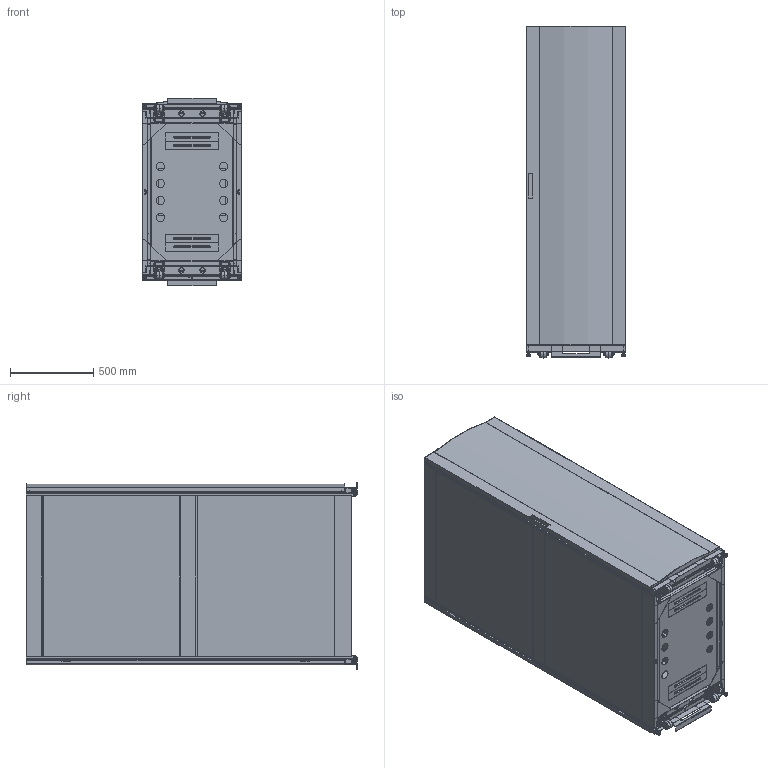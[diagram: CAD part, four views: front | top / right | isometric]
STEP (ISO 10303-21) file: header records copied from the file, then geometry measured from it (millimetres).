
FILE_DESCRIPTION (( 'STEP AP214' ), '1' );
FILE_NAME ('LC42USRC1000GDFRFC-W_3D.step', '2024-01-24T22:42:01', ( '' ), ( '' ), 'SwSTEP 2.0', 'SolidWorks 2022', '' );
FILE_SCHEMA (( 'AUTOMOTIVE_DESIGN' ));
Length unit declared in the file: inch
Products named in the file (52): Copy of _X_BD_X_C5_X_C2_X_D6_820562_2^Copy of _X_BD_X_C5_X_C2_X_D6_820562_Copy of _X_BF_X_F2_X_BC_X_DC_X_D7_X_E9_X_BC_X_FE_1_LC42USRC1000GDFRFC-W; Copy of _X_CB_X_DC_X_C1_X_CF_X_C4_X_DA_X_B5_X_E6^Copy of M12_X_D6_X_A7_X_B3_X_C5_X_BD_X_C5_Copy of _X_BF_X_F2_X_BC_X_DC_X_D7_X_E9_X_BC_X_FE_LC42USRC1000GDFRFC-W; Copy of _X_BD_X_C5_X_C2_X_D6_820562^Copy of _X_BD_X_C5_X_C2_X_D6_820562_Copy of _X_BF_X_F2_X_BC_X_DC_X_D7_X_E9_X_BC_X_FE_LC42USRC1000GDFRFC-W; Copy of _X_D6_X_A7_X_BC_X_DC^LC42USRC1000GDFRFC-W; Copy of _X_BD_X_C5_X_C2_X_D6_820562^Copy of _X_BD_X_C5_X_C2_X_D6_820562_Copy of _X_BF_X_F2_X_BC_X_DC_X_D7_X_E9_X_BC_X_FE_1_LC42USRC1000GDFRFC-W; Copy of _X_B2_X_E0_X_C3_X_C5_X_BA_X_B8_X_BD_X_D3_X_D7_X_E9_X_BC__X_FE^LC42USRC1000GDFRFC-W; Copy of _X_B9_X_B0_X_D0_X_CE_X_C3_X_C5_X_BA_X_B8_X_BD_X_D3_X_D7__X_E9_X_BC_X_FE^LC42USRC1000GDFRFC-W; Copy of _X_BF_X_F2_X_BC_X_DC_X_D7_X_E9_X_BC_X_FE^LC42USRC1000GDFRFC-W; Copy of _X_C8_X_FD_X_BD_X_C7_X_B0_X_E5^LC42USRC1000GDFRFC-W; Copy of _X_CB_X_AB_X_BF_X_AA_X_C3_X_C5_X_D3_X_D24260^Copy of _X_CB_X_AB_X_BF_X_AA_X_C3_X_C5_X_D3_X_D24260_X_BA_X_B8__X_BD_X_D3_X_D7_X_E9_X_BC_X_FE_LC42USRC1000GDFRFC-W; Copy of _X_BE_X_B5_X_CF_X_F2_X_BE_X_B5_X_CF_X_F2_X_C8_X_FD_X_BD__X_C7_X_B0_X_E5^LC42USRC1000GDFRFC-W; panel^LC42USRC1000GDFRFC-W; Copy of _X_C9_X_CF_X_C1_X_BA_X_B3_X_C4_X_B0_X_E5B2^Copy of _X_BF_X_F2_X_BC_X_DC_X_D7_X_E9_X_D7_X_B0_X_CD_X_BC_Copy of _X_BF_X_F2_X_BC_X_DC_X_D7_X_E9_X_BC_X_FE_1_LC42USRC1000GDFRFC-W; Copy of _X_BF_X_F2_X_BC_X_DC_X_B9_X_CC_X_B6_X_A8_X_BC_X_DC_X_BA__X_B8_X_BD_X_D3_X_BC_X_FE^LC42USRC1000GDFRFC-W; Copy of _X_B5_X_D7_X_B0_X_E5^Copy of _X_B5_X_D7_X_B0_X_E5_X_D7_X_E9_X_BC_X_FE_LC42USRC1000GDFRFC-W; Copy of _X_CB_X_AB_X_BF_X_AA_X_C3_X_C5_X_D7_X_F34260^Copy of _X_CB_X_AB_X_BF_X_AA_X_C3_X_C5_X_D7_X_F34260_X_BA_X_B8__X_BD_X_D3_X_D7_X_E9_X_BC_X_FE_LC42USRC1000GDFRFC-W; Copy of M12_X_D6_X_A7_X_B3_X_C5_X_BD_X_C5^Copy of _X_BF_X_F2_X_BC_X_DC_X_D7_X_E9_X_BC_X_FE_LC42USRC1000GDFRFC-W; Copy of L_X_D6_X_A7_X_BD_X_C5^LC42USRC1000GDFRFC-W; Copy of _X_D6_X_A7_X_B3_X_C5_X_D7_X_F9_X_B9_X_CC_X_B6_X_A8_X_D4__X_B2_X_B8_X_D6^Copy of _X_BF_X_F2_X_BC_X_DC_X_D7_X_E9_X_BC_X_FE_1_LC42USRC1000GDFRFC-W; Copy of _X_CB_X_AB_X_BF_X_AA_X_C3_X_C5_X_D7_X_F34260_X_BA_X_B8__X_BD_X_D3_X_D7_X_E9_X_BC_X_FE^LC42USRC1000GDFRFC-W; Copy of _X_BF_X_F2_X_BC_X_DC_X_D7_X_E9_X_D7_X_B0_X_CD_X_BC^Copy of _X_BF_X_F2_X_BC_X_DC_X_D7_X_E9_X_BC_X_FE_1_LC42USRC1000GDFRFC-W; Copy of _X_B2_X_A2_X_B9_X_F1_X_BC_X_FE^Copy of _X_BF_X_F2_X_BC_X_DC_X_D7_X_E9_X_BC_X_FE_1_LC42USRC1000GDFRFC-W; Copy of _X_CB_X_DC_X_C1_X_CF_X_C4_X_DA_X_B5_X_E6^Copy of M12_X_D6_X_A7_X_B3_X_C5_X_BD_X_C5_Copy of _X_BF_X_F2_X_BC_X_DC_X_D7_X_E9_X_BC_X_FE_1_LC42USRC1000GDFRFC-W; Copy of _X_D4_X_FA_X_CF_X_DF_X_B0_X_E5^LC42USRC1000GDFRFC-W; Copy of _X_BE_X_B5_X_CF_X_F2_X_C8_X_FD_X_BD_X_C7_X_B0_X_E5^LC42USRC1000GDFRFC-W; Copy of _X_D6_X_A7_X_B3_X_C5_X_D7_X_F9_X_B9_X_CC_X_B6_X_A8_X_D4__X_B2_X_B8_X_D6^Copy of _X_BF_X_F2_X_BC_X_DC_X_D7_X_E9_X_BC_X_FE_LC42USRC1000GDFRFC-W; Copy of _X_BE_X_B5_X_CF_X_F2_X_D6_X_A7_X_BC_X_DC^LC42USRC1000GDFRFC-W; Copy of _X_BF_X_F2_X_BC_X_DC_X_C1_X_A2_X_D6_X_F9A1^Copy of _X_BF_X_F2_X_BC_X_DC_X_D7_X_E9_X_D7_X_B0_X_CD_X_BC_Copy of _X_BF_X_F2_X_BC_X_DC_X_D7_X_E9_X_BC_X_FE_LC42USRC1000GDFRFC-W; Copy of M12_X_C2_X_DD_X_B8_X_CB^Copy of M12_X_D6_X_A7_X_B3_X_C5_X_BD_X_C5_Copy of _X_BF_X_F2_X_BC_X_DC_X_D7_X_E9_X_BC_X_FE_LC42USRC1000GDFRFC-W; Copy of _X_B9_X_B0_X_D0_X_CE_X_C3_X_C5_X_B1_X_DF_X_CC_X_F5-A1^Copy of _X_B9_X_B0_X_D0_X_CE_X_C3_X_C5_X_BA_X_B8_X_BD_X_D3_X_D7__X_E9_X_BC_X_FE_LC42USRC1000GDFRFC-W; Copy of _X_C9_X_CF_X_C1_X_BAA2^Copy of _X_BF_X_F2_X_BC_X_DC_X_D7_X_E9_X_D7_X_B0_X_CD_X_BC_Copy of _X_BF_X_F2_X_BC_X_DC_X_D7_X_E9_X_BC_X_FE_LC42USRC1000GDFRFC-W; Copy of Fan Top^LC42USRC1000GDFRFC-W; Copy of _X_BF_X_F2_X_BC_X_DC_X_D7_X_E9_X_D7_X_B0_X_CD_X_BC^Copy of _X_BF_X_F2_X_BC_X_DC_X_D7_X_E9_X_BC_X_FE_LC42USRC1000GDFRFC-W; Copy of _X_BD_X_C5_X_C2_X_D6_820562^Copy of _X_BF_X_F2_X_BC_X_DC_X_D7_X_E9_X_BC_X_FE_1_LC42USRC1000GDFRFC-W; Copy of _X_B2_X_E0_X_C3_X_C5^Copy of _X_B2_X_E0_X_C3_X_C5_X_BA_X_B8_X_BD_X_D3_X_D7_X_E9_X_BC__X_FE_LC42USRC1000GDFRFC-W; Copy of _X_C9_X_CF_X_C1_X_BA_X_B3_X_C4_X_B0_X_E5B2^Copy of _X_BF_X_F2_X_BC_X_DC_X_D7_X_E9_X_D7_X_B0_X_CD_X_BC_Copy of _X_BF_X_F2_X_BC_X_DC_X_D7_X_E9_X_BC_X_FE_LC42USRC1000GDFRFC-W; Copy of _X_BF_X_F2_X_BC_X_DC_X_D7_X_E9_X_BC_X_FE_1^LC42USRC1000GDFRFC-W; Copy of _X_BE_X_B5_X_CF_X_F2_X_BF_X_F2_X_BC_X_DC_X_C1_X_A2_X_D6__X_F9A1^Copy of _X_BF_X_F2_X_BC_X_DC_X_D7_X_E9_X_D7_X_B0_X_CD_X_BC_Copy of _X_BF_X_F2_X_BC_X_DC_X_D7_X_E9_X_BC_X_FE_LC42USRC100~; Copy of _X_B9_X_B0_X_D0_X_CE_X_C3_X_C5^Copy of _X_B9_X_B0_X_D0_X_CE_X_C3_X_C5_X_BA_X_B8_X_BD_X_D3_X_D7__X_E9_X_BC_X_FE_LC42USRC1000GDFRFC-W; Copy of M12_X_D6_X_A7_X_B3_X_C5_X_BD_X_C5^Copy of _X_BF_X_F2_X_BC_X_DC_X_D7_X_E9_X_BC_X_FE_1_LC42USRC1000GDFRFC-W ...
Assembly tree (74 placements, depth 4):
  LC42USRC1000GDFRFC-W_3D
    Copy of _X_BF_X_F2_X_BC_X_DC_X_D7_X_E9_X_BC_X_FE^LC42USRC1000GDFRFC-W
      Copy of _X_BD_X_C5_X_C2_X_D6_820562^Copy of _X_BF_X_F2_X_BC_X_DC_X_D7_X_E9_X_BC_X_FE_LC42USRC1000GDFRFC-W  x2
        Copy of _X_BD_X_C5_X_C2_X_D6_820562^Copy of _X_BD_X_C5_X_C2_X_D6_820562_Copy of _X_BF_X_F2_X_BC_X_DC_X_D7_X_E9_X_BC_X_FE_LC42USRC1000GDFRFC-W
        Copy of _X_BD_X_C5_X_C2_X_D6_820562_2^Copy of _X_BD_X_C5_X_C2_X_D6_820562_Copy of _X_BF_X_F2_X_BC_X_DC_X_D7_X_E9_X_BC_X_FE_LC42USRC1000GDFRFC-W
      Copy of M12_X_D6_X_A7_X_B3_X_C5_X_BD_X_C5^Copy of _X_BF_X_F2_X_BC_X_DC_X_D7_X_E9_X_BC_X_FE_LC42USRC1000GDFRFC-W  x2
        Copy of M12_X_C2_X_DD_X_B8_X_CB^Copy of M12_X_D6_X_A7_X_B3_X_C5_X_BD_X_C5_Copy of _X_BF_X_F2_X_BC_X_DC_X_D7_X_E9_X_BC_X_FE_LC42USRC1000GDFRFC-W
        Copy of _X_CB_X_DC_X_C1_X_CF_X_C4_X_DA_X_B5_X_E6^Copy of M12_X_D6_X_A7_X_B3_X_C5_X_BD_X_C5_Copy of _X_BF_X_F2_X_BC_X_DC_X_D7_X_E9_X_BC_X_FE_LC42USRC1000GDFRFC-W
      Copy of _X_BF_X_F2_X_BC_X_DC_X_D7_X_E9_X_D7_X_B0_X_CD_X_BC^Copy of _X_BF_X_F2_X_BC_X_DC_X_D7_X_E9_X_BC_X_FE_LC42USRC1000GDFRFC-W
        Copy of _X_BF_X_F2_X_BC_X_DC_X_C1_X_A2_X_D6_X_F9A1^Copy of _X_BF_X_F2_X_BC_X_DC_X_D7_X_E9_X_D7_X_B0_X_CD_X_BC_Copy of _X_BF_X_F2_X_BC_X_DC_X_D7_X_E9_X_BC_X_FE_LC42USRC1000GDFRFC-W
        Copy of _X_C9_X_CF_X_C1_X_BAA2^Copy of _X_BF_X_F2_X_BC_X_DC_X_D7_X_E9_X_D7_X_B0_X_CD_X_BC_Copy of _X_BF_X_F2_X_BC_X_DC_X_D7_X_E9_X_BC_X_FE_LC42USRC1000GDFRFC-W
        Copy of _X_C9_X_CF_X_C1_X_BA_X_B3_X_C4_X_B0_X_E5B2^Copy of _X_BF_X_F2_X_BC_X_DC_X_D7_X_E9_X_D7_X_B0_X_CD_X_BC_Copy of _X_BF_X_F2_X_BC_X_DC_X_D7_X_E9_X_BC_X_FE_LC42USRC1000GDFRFC-W
        Copy of _X_BE_X_B5_X_CF_X_F2_X_BF_X_F2_X_BC_X_DC_X_C1_X_A2_X_D6__X_F9A1^Copy of _X_BF_X_F2_X_BC_X_DC_X_D7_X_E9_X_D7_X_B0_X_CD_X_BC_Copy of _X_BF_X_F2_X_BC_X_DC_X_D7_X_E9_X_BC_X_FE_LC42USRC100~
      Copy of _X_CF_X_C2_X_C1_X_BA^Copy of _X_BF_X_F2_X_BC_X_DC_X_D7_X_E9_X_BC_X_FE_LC42USRC1000GDFRFC-W
      Copy of _X_D6_X_A7_X_B3_X_C5_X_D7_X_F9_X_B9_X_CC_X_B6_X_A8_X_D4__X_B2_X_B8_X_D6^Copy of _X_BF_X_F2_X_BC_X_DC_X_D7_X_E9_X_BC_X_FE_LC42USRC1000GDFRFC-W  x2
    Copy of _X_BF_X_F2_X_BC_X_DC_X_B9_X_CC_X_B6_X_A8_X_BC_X_DC_X_BA__X_B8_X_BD_X_D3_X_BC_X_FE^LC42USRC1000GDFRFC-W  x6
      Copy of _X_BF_X_F2_X_BC_X_DC_X_B9_X_CC_X_B6_X_A8_X_BC_X_DC^Copy of _X_BF_X_F2_X_BC_X_DC_X_B9_X_CC_X_B6_X_A8_X_BC_X_DC_X_BA__X_B8_X_BD_X_D3_X_BC_X_FE_LC42USRC1000GDFRFC-W
    Copy of _X_BF_X_F2_X_BC_X_DC_X_D7_X_E9_X_BC_X_FE_1^LC42USRC1000GDFRFC-W
      Copy of _X_BD_X_C5_X_C2_X_D6_820562^Copy of _X_BF_X_F2_X_BC_X_DC_X_D7_X_E9_X_BC_X_FE_1_LC42USRC1000GDFRFC-W  x2
        Copy of _X_BD_X_C5_X_C2_X_D6_820562^Copy of _X_BD_X_C5_X_C2_X_D6_820562_Copy of _X_BF_X_F2_X_BC_X_DC_X_D7_X_E9_X_BC_X_FE_1_LC42USRC1000GDFRFC-W
        Copy of _X_BD_X_C5_X_C2_X_D6_820562_2^Copy of _X_BD_X_C5_X_C2_X_D6_820562_Copy of _X_BF_X_F2_X_BC_X_DC_X_D7_X_E9_X_BC_X_FE_1_LC42USRC1000GDFRFC-W
      Copy of M12_X_D6_X_A7_X_B3_X_C5_X_BD_X_C5^Copy of _X_BF_X_F2_X_BC_X_DC_X_D7_X_E9_X_BC_X_FE_1_LC42USRC1000GDFRFC-W  x2
        Copy of M12_X_C2_X_DD_X_B8_X_CB^Copy of M12_X_D6_X_A7_X_B3_X_C5_X_BD_X_C5_Copy of _X_BF_X_F2_X_BC_X_DC_X_D7_X_E9_X_BC_X_FE_1_LC42USRC1000GDFRFC-W
        Copy of _X_CB_X_DC_X_C1_X_CF_X_C4_X_DA_X_B5_X_E6^Copy of M12_X_D6_X_A7_X_B3_X_C5_X_BD_X_C5_Copy of _X_BF_X_F2_X_BC_X_DC_X_D7_X_E9_X_BC_X_FE_1_LC42USRC1000GDFRFC-W
      Copy of _X_B2_X_A2_X_B9_X_F1_X_BC_X_FE^Copy of _X_BF_X_F2_X_BC_X_DC_X_D7_X_E9_X_BC_X_FE_1_LC42USRC1000GDFRFC-W
      Copy of _X_BF_X_F2_X_BC_X_DC_X_D7_X_E9_X_D7_X_B0_X_CD_X_BC^Copy of _X_BF_X_F2_X_BC_X_DC_X_D7_X_E9_X_BC_X_FE_1_LC42USRC1000GDFRFC-W
        Copy of _X_BF_X_F2_X_BC_X_DC_X_C1_X_A2_X_D6_X_F9A1^Copy of _X_BF_X_F2_X_BC_X_DC_X_D7_X_E9_X_D7_X_B0_X_CD_X_BC_Copy of _X_BF_X_F2_X_BC_X_DC_X_D7_X_E9_X_BC_X_FE_1_LC42USRC1000GDFRFC-W
        Copy of _X_C9_X_CF_X_C1_X_BAA2^Copy of _X_BF_X_F2_X_BC_X_DC_X_D7_X_E9_X_D7_X_B0_X_CD_X_BC_Copy of _X_BF_X_F2_X_BC_X_DC_X_D7_X_E9_X_BC_X_FE_1_LC42USRC1000GDFRFC-W
        Copy of _X_C9_X_CF_X_C1_X_BA_X_B3_X_C4_X_B0_X_E5B2^Copy of _X_BF_X_F2_X_BC_X_DC_X_D7_X_E9_X_D7_X_B0_X_CD_X_BC_Copy of _X_BF_X_F2_X_BC_X_DC_X_D7_X_E9_X_BC_X_FE_1_LC42USRC1000GDFRFC-W
        Copy of _X_BE_X_B5_X_CF_X_F2_X_BF_X_F2_X_BC_X_DC_X_C1_X_A2_X_D6__X_F9A1^Copy of _X_BF_X_F2_X_BC_X_DC_X_D7_X_E9_X_D7_X_B0_X_CD_X_BC_Copy of _X_BF_X_F2_X_BC_X_DC_X_D7_X_E9_X_BC_X_FE_1_LC42USRC1~
      Copy of _X_CF_X_C2_X_C1_X_BA^Copy of _X_BF_X_F2_X_BC_X_DC_X_D7_X_E9_X_BC_X_FE_1_LC42USRC1000GDFRFC-W
      Copy of _X_D6_X_A7_X_B3_X_C5_X_D7_X_F9_X_B9_X_CC_X_B6_X_A8_X_D4__X_B2_X_B8_X_D6^Copy of _X_BF_X_F2_X_BC_X_DC_X_D7_X_E9_X_BC_X_FE_1_LC42USRC1000GDFRFC-W  x2
    Copy of _X_B2_X_E0_X_C3_X_C5_X_BA_X_B8_X_BD_X_D3_X_D7_X_E9_X_BC__X_FE^LC42USRC1000GDFRFC-W  x4
      Copy of _X_B2_X_E0_X_C3_X_C5^Copy of _X_B2_X_E0_X_C3_X_C5_X_BA_X_B8_X_BD_X_D3_X_D7_X_E9_X_BC__X_FE_LC42USRC1000GDFRFC-W
    Copy of _X_B9_X_B0_X_D0_X_CE_X_C3_X_C5_X_BA_X_B8_X_BD_X_D3_X_D7__X_E9_X_BC_X_FE^LC42USRC1000GDFRFC-W
      Copy of _X_B9_X_B0_X_D0_X_CE_X_C3_X_C5^Copy of _X_B9_X_B0_X_D0_X_CE_X_C3_X_C5_X_BA_X_B8_X_BD_X_D3_X_D7__X_E9_X_BC_X_FE_LC42USRC1000GDFRFC-W
      Copy of _X_B9_X_B0_X_D0_X_CE_X_C3_X_C5_X_B1_X_DF_X_CC_X_F5-A1^Copy of _X_B9_X_B0_X_D0_X_CE_X_C3_X_C5_X_BA_X_B8_X_BD_X_D3_X_D7__X_E9_X_BC_X_FE_LC42USRC1000GDFRFC-W  x2
    Copy of _X_CB_X_AB_X_BF_X_AA_X_C3_X_C5_X_D3_X_D24260_X_BA_X_B8__X_BD_X_D3_X_D7_X_E9_X_BC_X_FE^LC42USRC1000GDFRFC-W
      Copy of _X_CB_X_AB_X_BF_X_AA_X_C3_X_C5_X_D3_X_D24260^Copy of _X_CB_X_AB_X_BF_X_AA_X_C3_X_C5_X_D3_X_D24260_X_BA_X_B8__X_BD_X_D3_X_D7_X_E9_X_BC_X_FE_LC42USRC1000GDFRFC-W
    Copy of _X_CB_X_AB_X_BF_X_AA_X_C3_X_C5_X_D7_X_F34260_X_BA_X_B8__X_BD_X_D3_X_D7_X_E9_X_BC_X_FE^LC42USRC1000GDFRFC-W
      Copy of _X_CB_X_AB_X_BF_X_AA_X_C3_X_C5_X_D7_X_F34260^Copy of _X_CB_X_AB_X_BF_X_AA_X_C3_X_C5_X_D7_X_F34260_X_BA_X_B8__X_BD_X_D3_X_D7_X_E9_X_BC_X_FE_LC42USRC1000GDFRFC-W
    Copy of _X_B5_X_D7_X_B0_X_E5_X_D7_X_E9_X_BC_X_FE^LC42USRC1000GDFRFC-W
      Copy of _X_B5_X_D7_X_B0_X_E5^Copy of _X_B5_X_D7_X_B0_X_E5_X_D7_X_E9_X_BC_X_FE_LC42USRC1000GDFRFC-W
    Copy of _X_C8_X_FD_X_BD_X_C7_X_B0_X_E5^LC42USRC1000GDFRFC-W
    Copy of _X_BE_X_B5_X_CF_X_F2_X_C8_X_FD_X_BD_X_C7_X_B0_X_E5^LC42USRC1000GDFRFC-W  x2
    Copy of L_X_D6_X_A7_X_BD_X_C5^LC42USRC1000GDFRFC-W  x2
    Copy of _X_D6_X_A7_X_BC_X_DC^LC42USRC1000GDFRFC-W  x2
    Copy of _X_BE_X_B5_X_CF_X_F2_X_D6_X_A7_X_BC_X_DC^LC42USRC1000GDFRFC-W  x2
    Copy of Fan Top^LC42USRC1000GDFRFC-W
    Copy of _X_D4_X_FA_X_CF_X_DF_X_B0_X_E5^LC42USRC1000GDFRFC-W  x2
    Copy of _X_BE_X_B5_X_CF_X_F2_X_BE_X_B5_X_CF_X_F2_X_C8_X_FD_X_BD__X_C7_X_B0_X_E5^LC42USRC1000GDFRFC-W
    panel^LC42USRC1000GDFRFC-W  x4
Bounding box: 600 x 1993.24 x 1126.2 mm (x, y, z)
Volume: 18917891.3 mm3; surface area: 24510539.3 mm2
Topology: 64 solids, 64 shells, 5311 faces, 14943 edges, 9836 vertices
Faces by surface type: plane 3766, cylinder 1271, cone 138, bspline 72, torus 64
Entity records: 150297 total; most frequent: CARTESIAN_POINT 42354, ORIENTED_EDGE 16304, DIRECTION 12450, EDGE_CURVE 8152, VERTEX_POINT 5349, VECTOR 4240, LINE 4240, AXIS2_PLACEMENT_3D 4105
